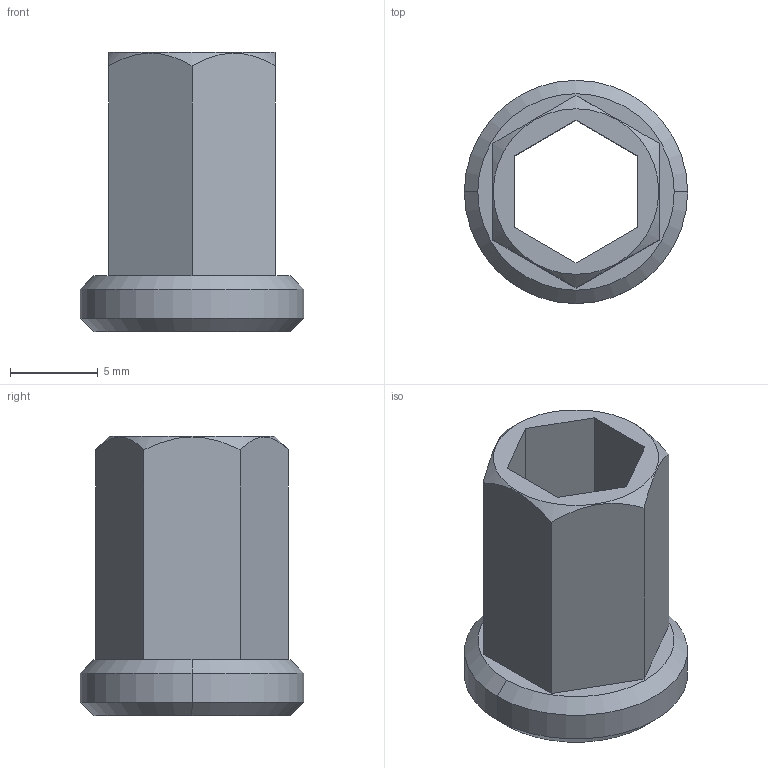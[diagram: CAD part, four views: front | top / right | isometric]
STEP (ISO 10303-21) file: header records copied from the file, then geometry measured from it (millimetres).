
FILE_DESCRIPTION (( 'STEP AP214' ), '1' );
FILE_NAME ('am-5584 7mm Hex to 0375IN Hex Adapter.STEP', '2024-11-19T14:08:57', ( '' ), ( '' ), 'SwSTEP 2.0', 'SolidWorks 2024', '' );
FILE_SCHEMA (( 'AUTOMOTIVE_DESIGN' ));
Length unit declared in the file: inch
Products named in the file (1): am-5584 7mm Hex to 0375IN Hex Adapter
Bounding box: 12.7 x 12.7 x 15.88 mm (x, y, z)
Volume: 685.9 mm3; surface area: 1054.9 mm2
Topology: 1 solids, 1 shells, 23 faces, 56 edges, 36 vertices
Faces by surface type: plane 15, cone 6, cylinder 2
Entity records: 755 total; most frequent: CARTESIAN_POINT 188, ORIENTED_EDGE 112, DIRECTION 106, EDGE_CURVE 56, VECTOR 38, LINE 38, VERTEX_POINT 36, AXIS2_PLACEMENT_3D 34
